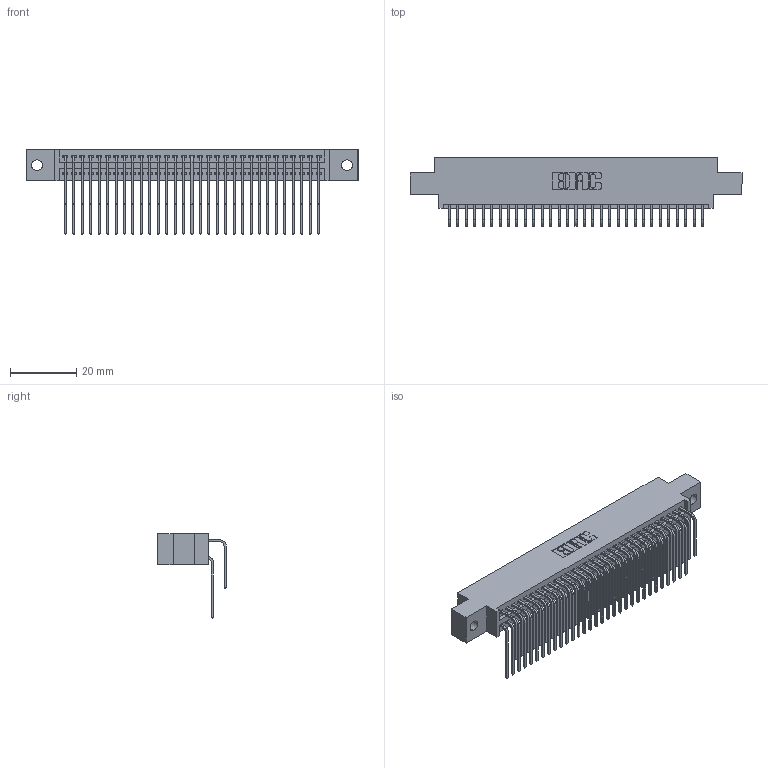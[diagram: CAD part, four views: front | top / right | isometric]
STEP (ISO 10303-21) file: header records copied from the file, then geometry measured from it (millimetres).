
FILE_DESCRIPTION (( 'STEP AP203' ), '1' );
FILE_NAME ('345-062-559-802.STEP', '2018-09-27T23:21:49', ( '' ), ( '' ), 'SwSTEP 2.0', 'SolidWorks 2016', '' );
FILE_SCHEMA (( 'CONFIG_CONTROL_DESIGN' ));
Length unit declared in the file: inch
Products named in the file (4): 345-292-001_558 559 Tail - 1; 345 Part_0.170 Offset - 0.128 Dia; 345-292-001_559 Tail - 2; 345-062-559-802
Assembly tree (63 placements, depth 2):
  345-062-559-802
    345 Part_0.170 Offset - 0.128 Dia
    345-292-001_558 559 Tail - 1  x31
    345-292-001_559 Tail - 2  x31
Bounding box: 99.95 x 20.56 x 25.53 mm (x, y, z)
Volume: 9814.6 mm3; surface area: 15847.2 mm2
Topology: 63 solids, 63 shells, 3354 faces, 9963 edges, 6558 vertices
Faces by surface type: plane 2254, cylinder 1100
Entity records: 27591 total; most frequent: CARTESIAN_POINT 4683, ORIENTED_EDGE 4566, DIRECTION 4115, EDGE_CURVE 2283, VECTOR 1987, LINE 1987, VERTEX_POINT 1518, AXIS2_PLACEMENT_3D 1064
